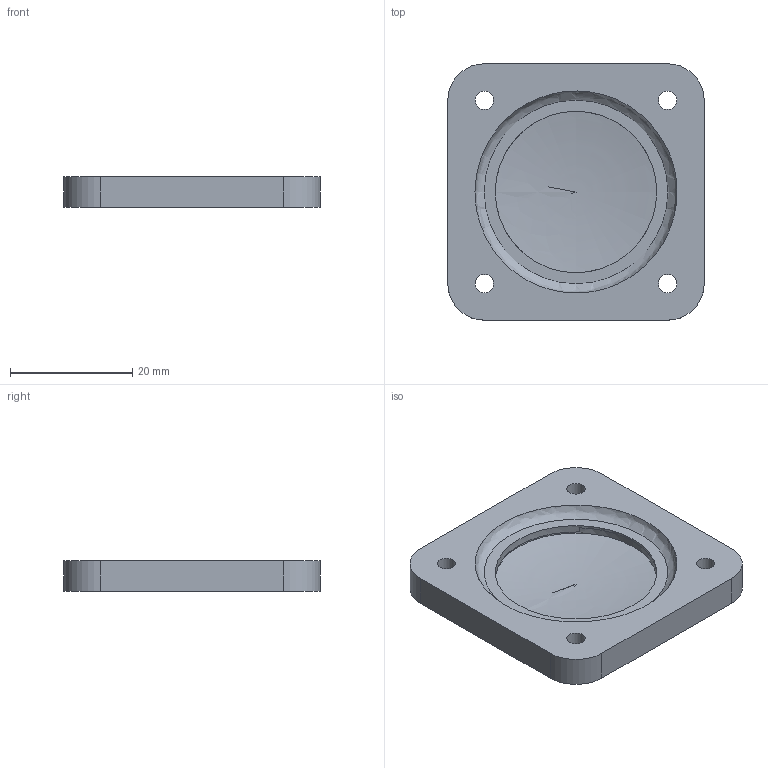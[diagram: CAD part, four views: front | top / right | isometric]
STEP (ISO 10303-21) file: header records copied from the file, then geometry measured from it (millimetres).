
FILE_DESCRIPTION(('FreeCAD Model'),'2;1');
FILE_NAME('Open CASCADE Shape Model','2025-01-02T19:32:06',(''),(''), 'Open CASCADE STEP processor 7.7','Ondsel','Unknown');
FILE_SCHEMA(('AUTOMOTIVE_DESIGN { 1 0 10303 214 1 1 1 1 }'));
Length unit declared in the file: millimetre
Products named in the file (1): Slice.1
Bounding box: 42 x 42 x 5 mm (x, y, z)
Volume: 6036.2 mm3; surface area: 4603.2 mm2
Topology: 1 solids, 1 shells, 21 faces, 54 edges, 36 vertices
Faces by surface type: cylinder 10, plane 9, bspline 2
Full cylindrical faces by diameter (mm): 3 x4, 26.458 x2
Entity records: 6210 total; most frequent: CARTESIAN_POINT 5132, DIRECTION 196, ORIENTED_EDGE 106, PCURVE 106, DEFINITIONAL_REPRESENTATION 106, LINE 97, VECTOR 97, EDGE_CURVE 53
